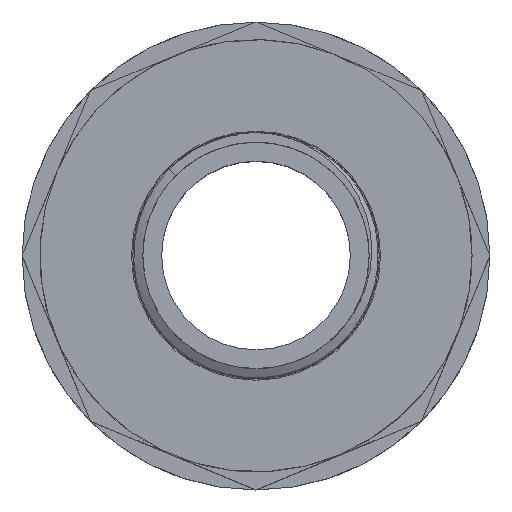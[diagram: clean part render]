
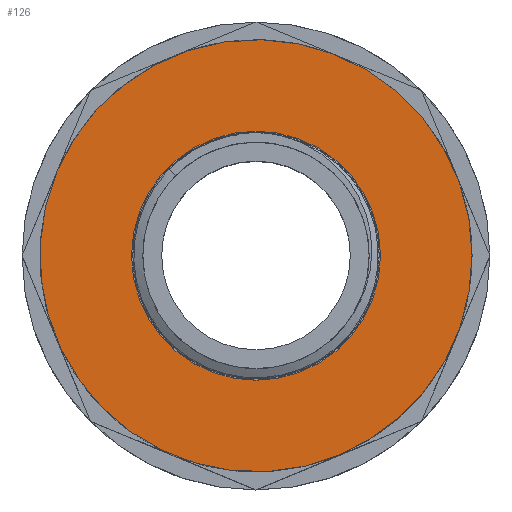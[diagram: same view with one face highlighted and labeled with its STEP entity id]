
A CAD part, top view. The second image highlights one B-rep face of the part: STEP entity #126.
In plain terms, the highlighted planar face has unit normal (0, 0, 1).
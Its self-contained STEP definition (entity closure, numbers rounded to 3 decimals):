
#108 = EDGE_CURVE ( 'NONE', #3380, #3380, #2669, .T. ) ;
#114 = EDGE_CURVE ( 'NONE', #3384, #3384, #2674, .T. ) ;
#126 = ADVANCED_FACE ( 'NONE', ( #2545, #2541 ), #2546, .T. ) ;
#342 = ORIENTED_EDGE ( 'NONE', *, *, #108, .T. ) ;
#344 = ORIENTED_EDGE ( 'NONE', *, *, #114, .F. ) ;
#392 = EDGE_LOOP ( 'NONE', ( #344 ) ) ;
#403 = EDGE_LOOP ( 'NONE', ( #342 ) ) ;
#2536 = CARTESIAN_POINT ( 'NONE',  ( 0., 0., 31. ) ) ;
#2541 = FACE_BOUND ( 'NONE', #392, .T. ) ;
#2545 = FACE_OUTER_BOUND ( 'NONE', #403, .T. ) ;
#2546 = PLANE ( 'NONE',  #2684 ) ;
#2548 = DIRECTION ( 'NONE',  ( 0., 0., 1. ) ) ;
#2549 = DIRECTION ( 'NONE',  ( 1., 0., 0. ) ) ;
#2669 = CIRCLE ( 'NONE', #2671, 28.64 ) ;
#2671 = AXIS2_PLACEMENT_3D ( 'NONE', #3970, #3971, #3972 ) ;
#2674 = CIRCLE ( 'NONE', #2675, 16.5 ) ;
#2675 = AXIS2_PLACEMENT_3D ( 'NONE', #4478, #4479, #4480 ) ;
#2684 = AXIS2_PLACEMENT_3D ( 'NONE', #2536, #2548, #2549 ) ;
#3380 = VERTEX_POINT ( 'NONE', #3383 ) ;
#3383 = CARTESIAN_POINT ( 'NONE',  ( 28.64, 0., 31. ) ) ;
#3384 = VERTEX_POINT ( 'NONE', #3387 ) ;
#3387 = CARTESIAN_POINT ( 'NONE',  ( 16.5, 0., 31. ) ) ;
#3970 = CARTESIAN_POINT ( 'NONE',  ( 0., 0., 31. ) ) ;
#3971 = DIRECTION ( 'NONE',  ( 0., 0., 1. ) ) ;
#3972 = DIRECTION ( 'NONE',  ( 1., 0., 0. ) ) ;
#4478 = CARTESIAN_POINT ( 'NONE',  ( 0., 0., 31. ) ) ;
#4479 = DIRECTION ( 'NONE',  ( 0., 0., 1. ) ) ;
#4480 = DIRECTION ( 'NONE',  ( 1., 0., 0. ) ) ;
